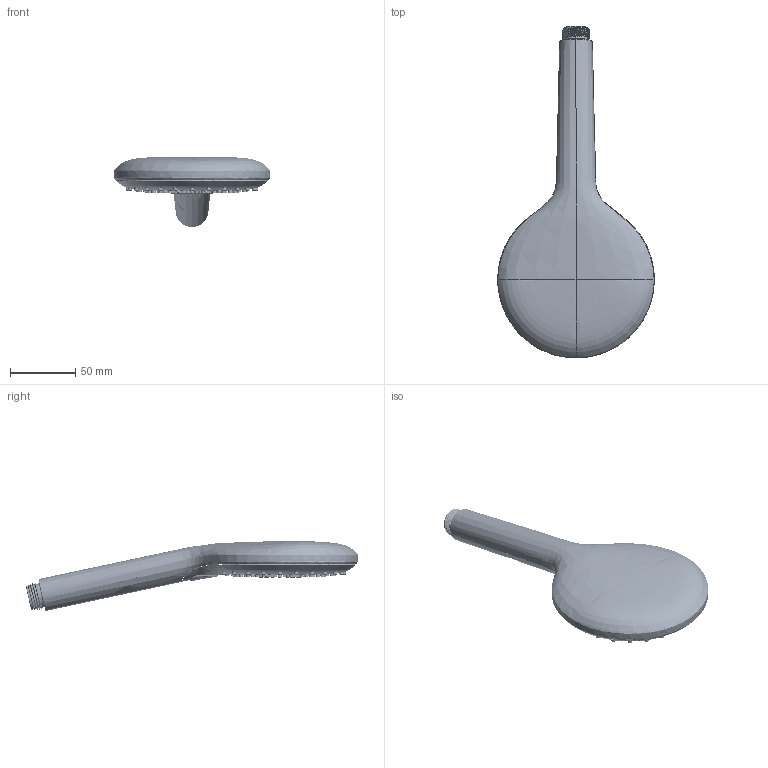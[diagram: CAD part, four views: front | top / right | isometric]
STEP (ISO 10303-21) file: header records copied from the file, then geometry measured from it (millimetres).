
FILE_DESCRIPTION((''),'2;1');
FILE_NAME('A12333_ASM','2020-05-12T',('Administrator'),(''),'PRO/ENGINEER BY PARAMETRIC TECHNOLOGY CORPORATION, 2013240','PRO/ENGINEER BY PARAMETRIC TECHNOLOGY CORPORATION, 2013240','');
FILE_SCHEMA(('CONFIG_CONTROL_DESIGN'));
Products named in the file (6): A123-01; A123-03; A123-24; A123-07_A; A12336-01; A12333_ASM
Assembly tree (5 placements, depth 2):
  A12333_ASM
    A123-01
    A123-03
    A123-24
    A123-07_A
    A12336-01
Bounding box: 119.98 x 254.22 x 53.48 mm (x, y, z)
Volume: 126034.9 mm3; surface area: 96764.6 mm2
Topology: 5 solids, 5 shells, 3683 faces, 8976 edges, 5396 vertices
Faces by surface type: bspline 1789, cone 694, plane 506, cylinder 309, torus 192, sphere 98, extrusion 71, revolution 24
Entity records: 231181 total; most frequent: CARTESIAN_POINT 160568, ORIENTED_EDGE 17930, DIRECTION 9530, EDGE_CURVE 8965, VERTEX_POINT 5395, B_SPLINE_CURVE_WITH_KNOTS 5349, EDGE_LOOP 4082, AXIS2_PLACEMENT_3D 3916
